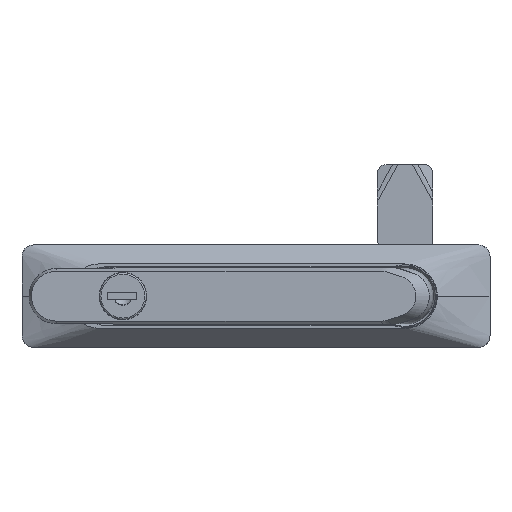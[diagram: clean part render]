
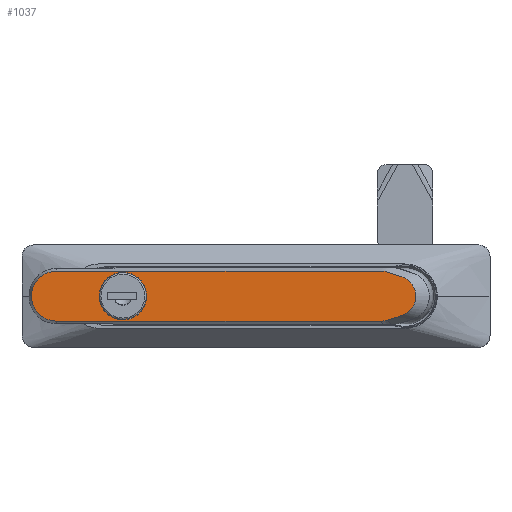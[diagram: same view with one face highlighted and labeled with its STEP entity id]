
A CAD part, top view. The second image highlights one B-rep face of the part: STEP entity #1037.
In plain terms, the highlighted planar face has unit normal (0, 0, 1).
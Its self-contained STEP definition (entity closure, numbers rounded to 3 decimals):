
#1037=ADVANCED_FACE('',(#2451,#2452),#2453,.F.);
#2451=FACE_BOUND('',#9061,.T.);
#2452=FACE_OUTER_BOUND('',#9062,.T.);
#2453=PLANE('',#9063);
#9061=EDGE_LOOP('',(#13853));
#9062=EDGE_LOOP('',(#13854,#13855,#13856,#13857,#13858,#13859));
#9063=AXIS2_PLACEMENT_3D('',#13860,#13861,#13862);
#13853=ORIENTED_EDGE('',*,*,#19738,.T.);
#13854=ORIENTED_EDGE('',*,*,#19739,.F.);
#13855=ORIENTED_EDGE('',*,*,#19740,.F.);
#13856=ORIENTED_EDGE('',*,*,#19735,.T.);
#13857=ORIENTED_EDGE('',*,*,#19698,.F.);
#13858=ORIENTED_EDGE('',*,*,#19741,.T.);
#13859=ORIENTED_EDGE('',*,*,#19643,.F.);
#13860=CARTESIAN_POINT('',(-68.2,0.,12.));
#13861=DIRECTION('',(0.,0.,-1.0));
#13862=DIRECTION('',(0.,1.0,0.));
#19643=EDGE_CURVE('',#22740,#22742,#22743,.T.);
#19698=EDGE_CURVE('',#22831,#22833,#22834,.T.);
#19735=EDGE_CURVE('',#22884,#22833,#22887,.T.);
#19738=EDGE_CURVE('',#22891,#22891,#22892,.T.);
#19739=EDGE_CURVE('',#22893,#22740,#22894,.T.);
#19740=EDGE_CURVE('',#22884,#22893,#22895,.T.);
#19741=EDGE_CURVE('',#22831,#22742,#22896,.T.);
#22740=VERTEX_POINT('',#28243);
#22742=VERTEX_POINT('',#28246);
#22743=LINE('',#28247,#28248);
#22831=VERTEX_POINT('',#28522);
#22833=VERTEX_POINT('',#28536);
#22834=B_SPLINE_CURVE_WITH_KNOTS('',3,(#28537,#28538,#28539,#28540,#28541,#28542,#28543,#28544,#28545,#28546,#28547,#28548,#28549,#28550,#28551,#28552,#28553,#28554,#28555),.UNSPECIFIED.,.F.,.F.,(4,3,3,1,1,1,3,3,4),(0.24,0.319,0.335,0.413,0.5,0.587,0.665,0.681,0.76),.UNSPECIFIED.);
#22884=VERTEX_POINT('',#28644);
#22887=B_SPLINE_CURVE_WITH_KNOTS('',3,(#28660,#28661,#28662,#28663),.UNSPECIFIED.,.F.,.F.,(4,4),(0.0,0.002),.UNSPECIFIED.);
#22891=VERTEX_POINT('',#28674);
#22892=CIRCLE('',#28675,8.1);
#22893=VERTEX_POINT('',#28676);
#22894=CIRCLE('',#28677,8.558);
#22895=LINE('',#28678,#28679);
#22896=B_SPLINE_CURVE_WITH_KNOTS('',3,(#28680,#28681,#28682,#28683),.UNSPECIFIED.,.F.,.F.,(4,4),(0.0,0.002),.UNSPECIFIED.);
#28243=CARTESIAN_POINT('',(-68.2,8.558,12.));
#28246=CARTESIAN_POINT('',(42.545,8.558,12.));
#28247=CARTESIAN_POINT('',(-68.2,8.558,12.));
#28248=VECTOR('',#34866,1.0);
#28522=CARTESIAN_POINT('',(44.933,8.196,12.));
#28536=CARTESIAN_POINT('',(44.933,-8.196,12.));
#28537=CARTESIAN_POINT('',(44.933,8.196,12.));
#28538=CARTESIAN_POINT('',(46.265,7.777,12.));
#28539=CARTESIAN_POINT('',(47.596,7.357,12.));
#28540=CARTESIAN_POINT('',(48.928,6.937,12.));
#28541=CARTESIAN_POINT('',(49.204,6.85,12.));
#28542=CARTESIAN_POINT('',(49.479,6.763,12.));
#28543=CARTESIAN_POINT('',(49.755,6.676,12.));
#28544=CARTESIAN_POINT('',(51.094,6.254,12.));
#28545=CARTESIAN_POINT('',(53.633,4.494,12.));
#28546=CARTESIAN_POINT('',(55.183,0.,12.));
#28547=CARTESIAN_POINT('',(53.633,-4.494,12.));
#28548=CARTESIAN_POINT('',(51.094,-6.254,12.));
#28549=CARTESIAN_POINT('',(49.755,-6.676,12.));
#28550=CARTESIAN_POINT('',(49.479,-6.763,12.));
#28551=CARTESIAN_POINT('',(49.204,-6.85,12.));
#28552=CARTESIAN_POINT('',(48.928,-6.937,12.));
#28553=CARTESIAN_POINT('',(47.596,-7.357,12.));
#28554=CARTESIAN_POINT('',(46.265,-7.777,12.));
#28555=CARTESIAN_POINT('',(44.933,-8.196,12.));
#28644=CARTESIAN_POINT('',(42.545,-8.558,12.));
#28660=CARTESIAN_POINT('',(42.545,-8.558,12.));
#28661=CARTESIAN_POINT('',(43.359,-8.558,12.));
#28662=CARTESIAN_POINT('',(44.156,-8.441,12.));
#28663=CARTESIAN_POINT('',(44.933,-8.196,12.));
#28674=CARTESIAN_POINT('',(-53.6,0.,12.));
#28675=AXIS2_PLACEMENT_3D('',#34991,#34992,#34993);
#28676=CARTESIAN_POINT('',(-68.2,-8.558,12.));
#28677=AXIS2_PLACEMENT_3D('',#34994,#34995,#34996);
#28678=CARTESIAN_POINT('',(-68.2,-8.558,12.));
#28679=VECTOR('',#34997,1.0);
#28680=CARTESIAN_POINT('',(44.933,8.196,12.));
#28681=CARTESIAN_POINT('',(44.156,8.441,12.));
#28682=CARTESIAN_POINT('',(43.359,8.558,12.));
#28683=CARTESIAN_POINT('',(42.545,8.558,12.));
#34866=DIRECTION('',(1.0,0.,0.));
#34991=CARTESIAN_POINT('',(-45.5,0.,12.));
#34992=DIRECTION('',(0.,0.,-1.0));
#34993=DIRECTION('',(-1.0,0.,0.));
#34994=CARTESIAN_POINT('',(-68.2,0.,12.));
#34995=DIRECTION('',(0.,0.,-1.0));
#34996=DIRECTION('',(-1.0,0.,0.));
#34997=DIRECTION('',(-1.0,0.,0.));
